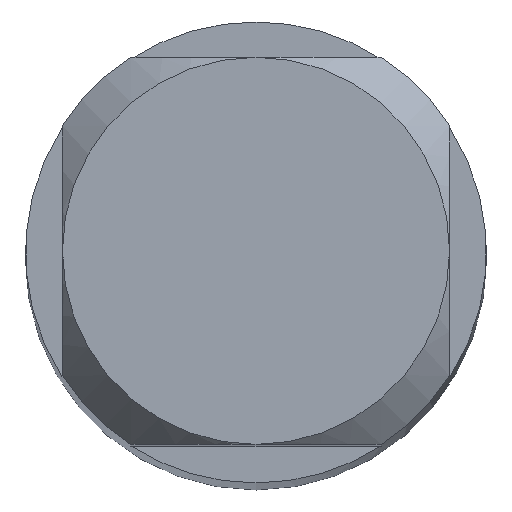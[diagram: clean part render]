
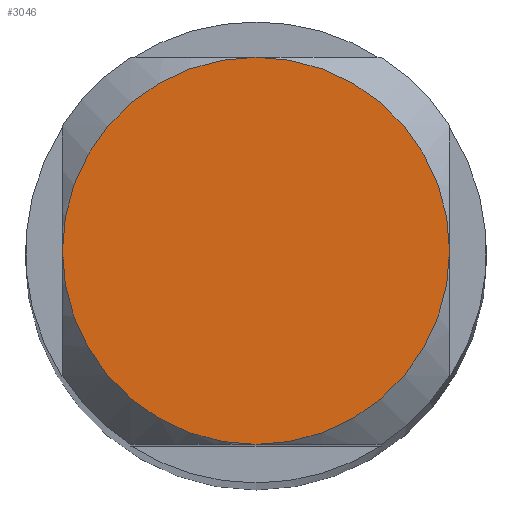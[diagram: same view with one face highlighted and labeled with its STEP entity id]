
A CAD part, top view. The second image highlights one B-rep face of the part: STEP entity #3046.
In plain terms, the highlighted planar face has unit normal (0, 0, 1).
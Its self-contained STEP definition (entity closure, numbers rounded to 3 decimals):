
#2364=VERTEX_POINT('',#6319);
#2694=EDGE_CURVE('',#5426,#2894,#6678,.T.);
#2894=VERTEX_POINT('',#6896);
#2908=EDGE_CURVE('',#2894,#4814,#6911,.T.);
#3046=ADVANCED_FACE('',(#7065),#7066,.T.);
#3054=EDGE_CURVE('',#2364,#5426,#7075,.T.);
#3200=EDGE_CURVE('',#4814,#2364,#7233,.T.);
#4814=VERTEX_POINT('',#9017);
#5426=VERTEX_POINT('',#9679);
#6319=CARTESIAN_POINT('',(-1.05,0.0,0.0));
#6678=CIRCLE('',#11750,1.05);
#6896=CARTESIAN_POINT('',(1.05,0.0,0.0));
#6911=CIRCLE('',#12241,1.05);
#7065=FACE_OUTER_BOUND('',#12502,.T.);
#7066=PLANE('',#12503);
#7075=CIRCLE('',#12516,1.05);
#7233=CIRCLE('',#12810,1.05);
#9017=CARTESIAN_POINT('',(0.0,-1.05,0.0));
#9679=CARTESIAN_POINT('',(0.0,1.05,0.0));
#11750=AXIS2_PLACEMENT_3D('',#20058,#20059,#20060);
#12241=AXIS2_PLACEMENT_3D('',#20292,#20293,#20294);
#12502=EDGE_LOOP('',(#20480,#20481,#20482,#20483));
#12503=AXIS2_PLACEMENT_3D('',#20484,#20485,#20486);
#12516=AXIS2_PLACEMENT_3D('',#20499,#20500,#20501);
#12810=AXIS2_PLACEMENT_3D('',#20675,#20676,#20677);
#20058=CARTESIAN_POINT('',(0.0,0.0,0.0));
#20059=DIRECTION('',(0.0,0.0,-1.0));
#20060=DIRECTION('',(0.0,1.0,0.0));
#20292=CARTESIAN_POINT('',(0.0,0.0,0.0));
#20293=DIRECTION('',(0.0,0.0,-1.0));
#20294=DIRECTION('',(0.0,1.0,0.0));
#20480=ORIENTED_EDGE('',*,*,#2694,.F.);
#20481=ORIENTED_EDGE('',*,*,#3054,.F.);
#20482=ORIENTED_EDGE('',*,*,#3200,.F.);
#20483=ORIENTED_EDGE('',*,*,#2908,.F.);
#20484=CARTESIAN_POINT('',(0.0,0.525,0.0));
#20485=DIRECTION('',(-0.0,0.0,1.0));
#20486=DIRECTION('',(0.0,-1.0,0.0));
#20499=CARTESIAN_POINT('',(0.0,0.0,0.0));
#20500=DIRECTION('',(0.0,0.0,-1.0));
#20501=DIRECTION('',(0.0,1.0,0.0));
#20675=CARTESIAN_POINT('',(0.0,0.0,0.0));
#20676=DIRECTION('',(0.0,0.0,-1.0));
#20677=DIRECTION('',(0.0,1.0,0.0));
